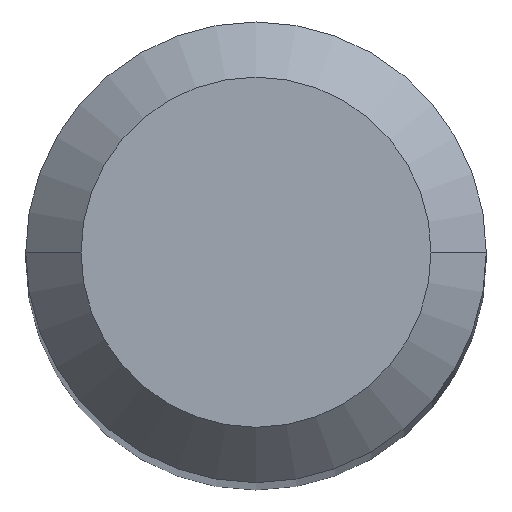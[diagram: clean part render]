
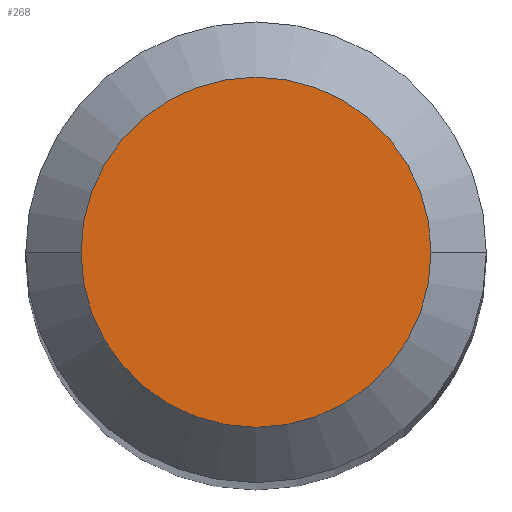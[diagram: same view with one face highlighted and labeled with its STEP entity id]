
A CAD part, top view. The second image highlights one B-rep face of the part: STEP entity #268.
In plain terms, the highlighted planar face has unit normal (0, 0, 1).
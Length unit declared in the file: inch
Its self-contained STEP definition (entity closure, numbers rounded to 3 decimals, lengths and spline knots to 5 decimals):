
#7 = DIRECTION ( 'NONE',  ( 0., 0., 1. ) ) ;
#9 = DIRECTION ( 'NONE',  ( 1., 0., 0. ) ) ;
#10 = EDGE_CURVE ( 'NONE', #257, #291, #134, .T. ) ;
#15 = CARTESIAN_POINT ( 'NONE',  ( 0.0475, 0., 0. ) ) ;
#64 = EDGE_LOOP ( 'NONE', ( #464, #331 ) ) ;
#71 = CIRCLE ( 'NONE', #213, 0.0475 ) ;
#76 = CARTESIAN_POINT ( 'NONE',  ( 0., 0., 0. ) ) ;
#86 = DIRECTION ( 'NONE',  ( 0., 0., -1. ) ) ;
#129 = PLANE ( 'NONE',  #387 ) ;
#134 = CIRCLE ( 'NONE', #196, 0.0475 ) ;
#140 = CARTESIAN_POINT ( 'NONE',  ( -0.0475, 0., 0. ) ) ;
#162 = CARTESIAN_POINT ( 'NONE',  ( 0., 0., 0. ) ) ;
#166 = EDGE_CURVE ( 'NONE', #291, #257, #71, .T. ) ;
#196 = AXIS2_PLACEMENT_3D ( 'NONE', #76, #7, #226 ) ;
#213 = AXIS2_PLACEMENT_3D ( 'NONE', #162, #413, #9 ) ;
#226 = DIRECTION ( 'NONE',  ( 1., 0., 0. ) ) ;
#257 = VERTEX_POINT ( 'NONE', #15 ) ;
#268 = ADVANCED_FACE ( 'NONE', ( #274 ), #129, .F. ) ;
#274 = FACE_OUTER_BOUND ( 'NONE', #64, .T. ) ;
#291 = VERTEX_POINT ( 'NONE', #140 ) ;
#331 = ORIENTED_EDGE ( 'NONE', *, *, #10, .T. ) ;
#376 = DIRECTION ( 'NONE',  ( -1., 0., 0. ) ) ;
#387 = AXIS2_PLACEMENT_3D ( 'NONE', #412, #86, #376 ) ;
#412 = CARTESIAN_POINT ( 'NONE',  ( 0., 0.0475, 0. ) ) ;
#413 = DIRECTION ( 'NONE',  ( 0., 0., 1. ) ) ;
#464 = ORIENTED_EDGE ( 'NONE', *, *, #166, .T. ) ;
